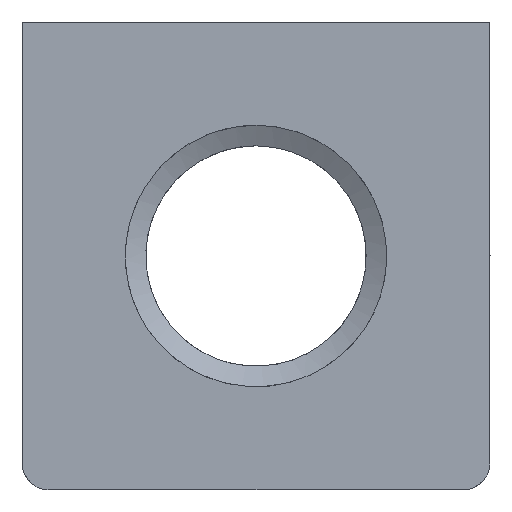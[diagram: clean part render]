
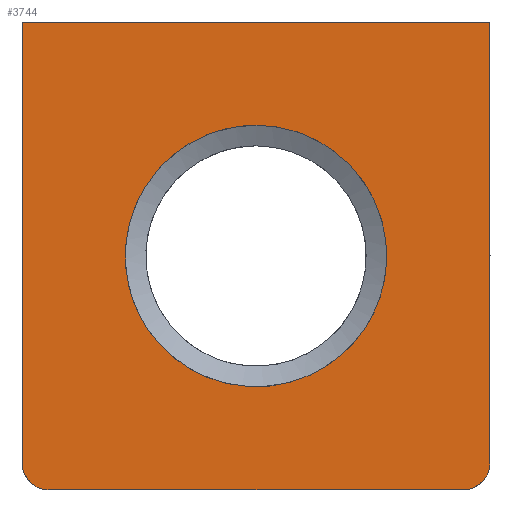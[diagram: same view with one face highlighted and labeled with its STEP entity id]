
A CAD part, front view. The second image highlights one B-rep face of the part: STEP entity #3744.
In plain terms, the highlighted free-form (B-spline) face has degree [1, 1] with [2, 2] control points.
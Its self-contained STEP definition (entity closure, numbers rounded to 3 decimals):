
#3416=CARTESIAN_POINT('V26',(-17.0,0.,17.0));
#3417=VERTEX_POINT('V26',#3416);
#3423=CARTESIAN_POINT('V27',(17.0,0.,17.0));
#3424=VERTEX_POINT('V27',#3423);
#3425=CARTESIAN_POINT('E37',(17.0,0.,17.0));
#3426=CARTESIAN_POINT('E37',(-17.0,0.,17.0));
#3427=QUASI_UNIFORM_CURVE('E37',1,(#3425,#3426),.POLYLINE_FORM.,.F.,
   .U.);
#3428=EDGE_CURVE('E37',#3424,#3417,#3427,.T.);
#3469=CARTESIAN_POINT('V28',(17.0,0.,-15.0));
#3470=VERTEX_POINT('V28',#3469);
#3476=CARTESIAN_POINT('V30',(15.0,0.,-17.0));
#3477=VERTEX_POINT('V30',#3476);
#3478=CARTESIAN_POINT('E40',(15.0,0.,-17.0));
#3479=CARTESIAN_POINT('E40',(17.0,0.,-17.0));
#3480=CARTESIAN_POINT('E40',(17.0,0.,-15.0));
#3488=(BOUNDED_CURVE()B_SPLINE_CURVE(2,(#3478,#3479,#3480),
   .CIRCULAR_ARC.,.F.,.U.)CURVE()GEOMETRIC_REPRESENTATION_ITEM()
   QUASI_UNIFORM_CURVE()RATIONAL_B_SPLINE_CURVE((1.0,
   0.707,1.0))REPRESENTATION_ITEM('E40'));
#3489=EDGE_CURVE('E40',#3477,#3470,#3488,.T.);
#3512=CARTESIAN_POINT('V29',(-15.0,0.,-17.0));
#3513=VERTEX_POINT('V29',#3512);
#3514=CARTESIAN_POINT('E39',(-15.0,0.,-17.0));
#3515=CARTESIAN_POINT('E39',(15.0,0.,-17.0));
#3516=QUASI_UNIFORM_CURVE('E39',1,(#3514,#3515),.POLYLINE_FORM.,.F.,
   .U.);
#3517=EDGE_CURVE('E39',#3513,#3477,#3516,.T.);
#3557=CARTESIAN_POINT('V25',(-17.0,0.,-15.0));
#3558=VERTEX_POINT('V25',#3557);
#3559=CARTESIAN_POINT('E38',(-17.0,0.,-15.0));
#3560=CARTESIAN_POINT('E38',(-17.0,0.,-17.)
   );
#3561=CARTESIAN_POINT('E38',(-15.0,0.,-17.0));
#3569=(BOUNDED_CURVE()B_SPLINE_CURVE(2,(#3559,#3560,#3561),
   .CIRCULAR_ARC.,.F.,.U.)CURVE()GEOMETRIC_REPRESENTATION_ITEM()
   QUASI_UNIFORM_CURVE()RATIONAL_B_SPLINE_CURVE((1.0,
   0.707,1.0))REPRESENTATION_ITEM('E38'));
#3570=EDGE_CURVE('E38',#3558,#3513,#3569,.T.);
#3598=CARTESIAN_POINT('E31',(-17.0,0.,17.0));
#3599=CARTESIAN_POINT('E31',(-17.0,0.,-15.0));
#3600=QUASI_UNIFORM_CURVE('E31',1,(#3598,#3599),.POLYLINE_FORM.,.F.,
   .U.);
#3601=EDGE_CURVE('E31',#3417,#3558,#3600,.T.);
#3701=CARTESIAN_POINT('E35',(17.0,0.,-15.0));
#3702=CARTESIAN_POINT('E35',(17.0,0.,17.0));
#3703=QUASI_UNIFORM_CURVE('E35',1,(#3701,#3702),.POLYLINE_FORM.,.F.,
   .U.);
#3704=EDGE_CURVE('E35',#3470,#3424,#3703,.T.);
#3710=CARTESIAN_POINT('F9',(-17.95,0.,
   17.1));
#3711=CARTESIAN_POINT('F9',(-17.95,0.,
   -17.875));
#3712=CARTESIAN_POINT('F9',(17.95,0.,
   17.1));
#3713=CARTESIAN_POINT('F9',(17.95,0.,
   -17.875));
#3714=QUASI_UNIFORM_SURFACE('F9',1,1,((#3710,#3712),(#3711,#3713)),
   .PLANE_SURF.,.F.,.F.,.U.);
#3715=ORIENTED_EDGE('E35',*,*,#3704,.T.);
#3716=ORIENTED_EDGE('E37',*,*,#3428,.T.);
#3717=ORIENTED_EDGE('E31',*,*,#3601,.T.);
#3718=ORIENTED_EDGE('E38',*,*,#3570,.T.);
#3719=ORIENTED_EDGE('E39',*,*,#3517,.T.);
#3720=ORIENTED_EDGE('E40',*,*,#3489,.T.);
#3721=EDGE_LOOP('F9',(#3715,#3716,#3717,#3718,#3719,#3720));
#3722=FACE_OUTER_BOUND('F9',#3721,.T.);
#3723=CARTESIAN_POINT('V31',(0.,0.,
   9.5));
#3724=VERTEX_POINT('V31',#3723);
#3725=CARTESIAN_POINT('E41',(0.,0.,
   9.5));
#3726=CARTESIAN_POINT('E41',(16.454,0.,
   9.5));
#3727=CARTESIAN_POINT('E41',(8.227,0.,
   -4.75));
#3728=CARTESIAN_POINT('E41',(0.,0.,-19.0));
#3729=CARTESIAN_POINT('E41',(-8.227,0.,
   -4.75));
#3730=CARTESIAN_POINT('E41',(-16.454,0.,
   9.5));
#3731=CARTESIAN_POINT('E41',(0.,0.,
   9.5));
#3739=(BOUNDED_CURVE()B_SPLINE_CURVE(2,(#3725,#3726,#3727,#3728,
   #3729,#3730,#3731),.CIRCULAR_ARC.,.T.,.U.)
   B_SPLINE_CURVE_WITH_KNOTS((3,2,2,3),(0.0,0.333,
   0.667,1.0),.UNSPECIFIED.)CURVE()
   GEOMETRIC_REPRESENTATION_ITEM()RATIONAL_B_SPLINE_CURVE((1.0,
   0.5,1.0,0.5,1.0,0.5,1.0)
   )REPRESENTATION_ITEM('E41'));
#3740=EDGE_CURVE('E41',#3724,#3724,#3739,.T.);
#3741=ORIENTED_EDGE('E41',*,*,#3740,.T.);
#3742=EDGE_LOOP('F9',(#3741));
#3743=FACE_BOUND('F9',#3742,.T.);
#3744=ADVANCED_FACE('F9',(#3722,#3743),#3714,.T.);
